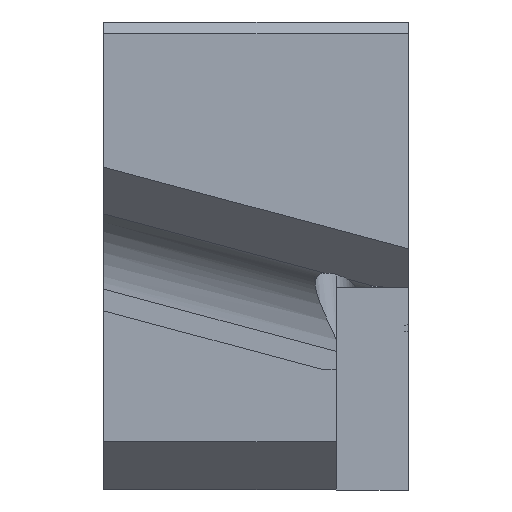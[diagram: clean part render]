
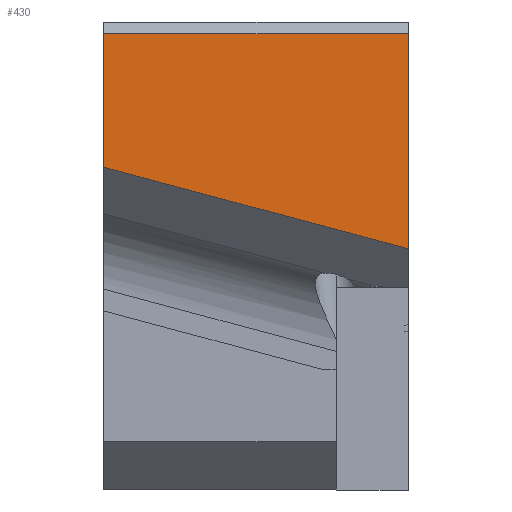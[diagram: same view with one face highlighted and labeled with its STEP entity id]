
A CAD part, left-side view. The second image highlights one B-rep face of the part: STEP entity #430.
In plain terms, the highlighted planar face has unit normal (-1, 0, 0).
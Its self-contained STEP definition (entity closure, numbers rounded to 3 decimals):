
#20 = VERTEX_POINT ( 'NONE', #707 ) ;
#430 = ADVANCED_FACE ( 'NONE', ( #599 ), #1816, .F. ) ;
#432 = DIRECTION ( 'NONE',  ( 0., 1., 0. ) ) ;
#571 = LINE ( 'NONE', #897, #1959 ) ;
#599 = FACE_OUTER_BOUND ( 'NONE', #2536, .T. ) ;
#660 = CARTESIAN_POINT ( 'NONE',  ( -105., 0., -0.5 ) ) ;
#678 = VERTEX_POINT ( 'NONE', #1474 ) ;
#707 = CARTESIAN_POINT ( 'NONE',  ( -105., 0., -0.5 ) ) ;
#786 = VECTOR ( 'NONE', #2213, 1000. ) ;
#825 = DIRECTION ( 'NONE',  ( 0., -0.966, -0.259 ) ) ;
#844 = LINE ( 'NONE', #2205, #786 ) ;
#888 = CARTESIAN_POINT ( 'NONE',  ( -105., 12.7, -6.048 ) ) ;
#897 = CARTESIAN_POINT ( 'NONE',  ( -105., 2.363, -8.818 ) ) ;
#970 = VECTOR ( 'NONE', #432, 1000. ) ;
#986 = EDGE_CURVE ( 'NONE', #1917, #1097, #1998, .T. ) ;
#1097 = VERTEX_POINT ( 'NONE', #888 ) ;
#1110 = AXIS2_PLACEMENT_3D ( 'NONE', #1809, #1798, #1793 ) ;
#1132 = DIRECTION ( 'NONE',  ( 0., 0., -1. ) ) ;
#1145 = CARTESIAN_POINT ( 'NONE',  ( -105., 12.7, 0. ) ) ;
#1474 = CARTESIAN_POINT ( 'NONE',  ( -105., 0., -9.451 ) ) ;
#1499 = LINE ( 'NONE', #660, #970 ) ;
#1635 = VECTOR ( 'NONE', #1132, 1000. ) ;
#1657 = ORIENTED_EDGE ( 'NONE', *, *, #2120, .T. ) ;
#1793 = DIRECTION ( 'NONE',  ( 0., 0., -1. ) ) ;
#1798 = DIRECTION ( 'NONE',  ( 1., 0., 0. ) ) ;
#1809 = CARTESIAN_POINT ( 'NONE',  ( -105., 0., 0. ) ) ;
#1816 = PLANE ( 'NONE',  #1110 ) ;
#1917 = VERTEX_POINT ( 'NONE', #2248 ) ;
#1942 = ORIENTED_EDGE ( 'NONE', *, *, #2042, .T. ) ;
#1959 = VECTOR ( 'NONE', #825, 1000. ) ;
#1962 = ORIENTED_EDGE ( 'NONE', *, *, #986, .T. ) ;
#1998 = LINE ( 'NONE', #1145, #1635 ) ;
#2042 = EDGE_CURVE ( 'NONE', #1097, #678, #571, .T. ) ;
#2061 = EDGE_CURVE ( 'NONE', #20, #1917, #1499, .T. ) ;
#2120 = EDGE_CURVE ( 'NONE', #678, #20, #844, .T. ) ;
#2205 = CARTESIAN_POINT ( 'NONE',  ( -105., 0., 0. ) ) ;
#2213 = DIRECTION ( 'NONE',  ( 0., 0., 1. ) ) ;
#2248 = CARTESIAN_POINT ( 'NONE',  ( -105., 12.7, -0.5 ) ) ;
#2344 = ORIENTED_EDGE ( 'NONE', *, *, #2061, .T. ) ;
#2536 = EDGE_LOOP ( 'NONE', ( #1657, #2344, #1962, #1942 ) ) ;
